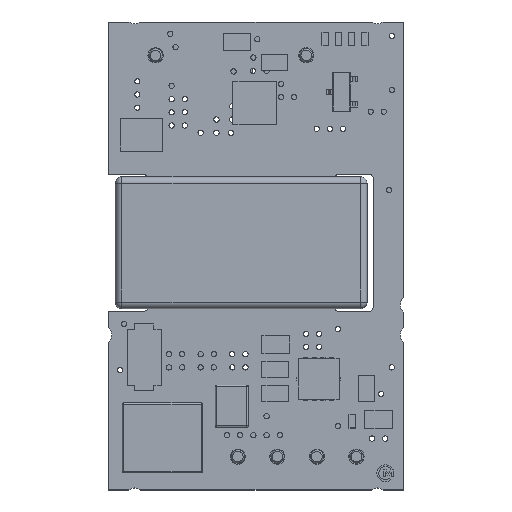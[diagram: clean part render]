
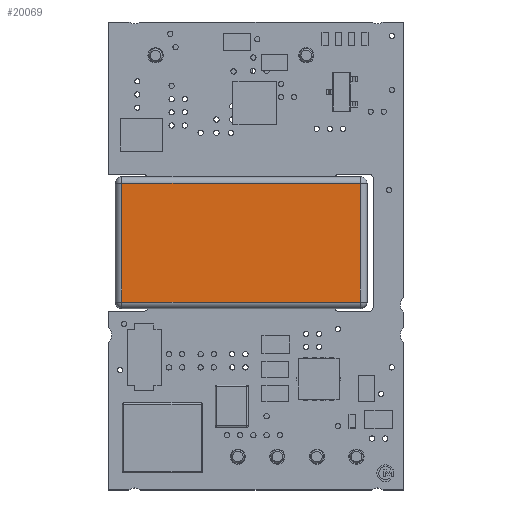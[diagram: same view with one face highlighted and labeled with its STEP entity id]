
A CAD part, top view. The second image highlights one B-rep face of the part: STEP entity #20069.
In plain terms, the highlighted face is planar.
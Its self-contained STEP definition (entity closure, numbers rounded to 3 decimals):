
#3894=FACE_OUTER_BOUND('',#5992,.T.);
#5992=EDGE_LOOP('',(#17860,#17861,#17862,#17863));
#7481=LINE('',#33909,#8987);
#7482=LINE('',#33911,#8988);
#7483=LINE('',#33913,#8989);
#7484=LINE('',#33914,#8990);
#8987=VECTOR('',#28328,18.1);
#8988=VECTOR('',#28329,9.);
#8989=VECTOR('',#28330,18.1);
#8990=VECTOR('',#28331,9.);
#10793=VERTEX_POINT('',#33907);
#10794=VERTEX_POINT('',#33908);
#10795=VERTEX_POINT('',#33910);
#10796=VERTEX_POINT('',#33912);
#13157=EDGE_CURVE('',#10793,#10794,#7481,.T.);
#13158=EDGE_CURVE('',#10794,#10795,#7482,.T.);
#13159=EDGE_CURVE('',#10795,#10796,#7483,.T.);
#13160=EDGE_CURVE('',#10796,#10793,#7484,.T.);
#17860=ORIENTED_EDGE('',*,*,#13157,.T.);
#17861=ORIENTED_EDGE('',*,*,#13158,.T.);
#17862=ORIENTED_EDGE('',*,*,#13159,.T.);
#17863=ORIENTED_EDGE('',*,*,#13160,.T.);
#18801=PLANE('',#22428);
#20069=ADVANCED_FACE('',(#3894),#18801,.F.);
#22428=AXIS2_PLACEMENT_3D('',#33906,#28326,#28327);
#28326=DIRECTION('center_axis',(0.,1.,0.));
#28327=DIRECTION('ref_axis',(0.,0.,1.));
#28328=DIRECTION('',(-1.,0.,0.));
#28329=DIRECTION('',(0.,0.,-1.));
#28330=DIRECTION('',(1.,0.,0.));
#28331=DIRECTION('',(0.,0.,1.));
#33906=CARTESIAN_POINT('Origin',(0.,0.,0.));
#33907=CARTESIAN_POINT('',(9.05,0.,4.5));
#33908=CARTESIAN_POINT('',(-9.05,0.,4.5));
#33909=CARTESIAN_POINT('',(0.,0.,4.5));
#33910=CARTESIAN_POINT('',(-9.05,0.,-4.5));
#33911=CARTESIAN_POINT('',(-9.05,0.,0.));
#33912=CARTESIAN_POINT('',(9.05,0.,-4.5));
#33913=CARTESIAN_POINT('',(0.,0.,-4.5));
#33914=CARTESIAN_POINT('',(9.05,0.,0.));
